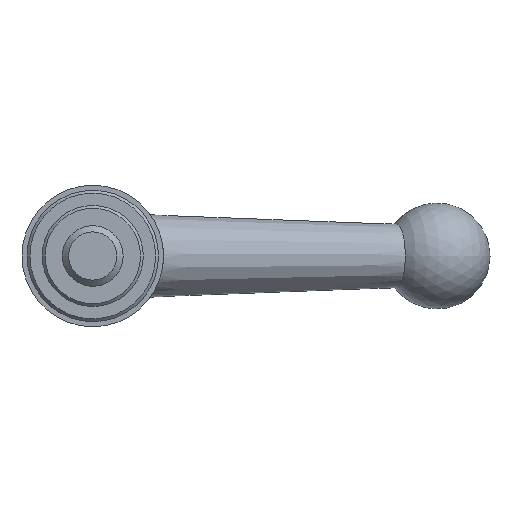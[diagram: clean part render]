
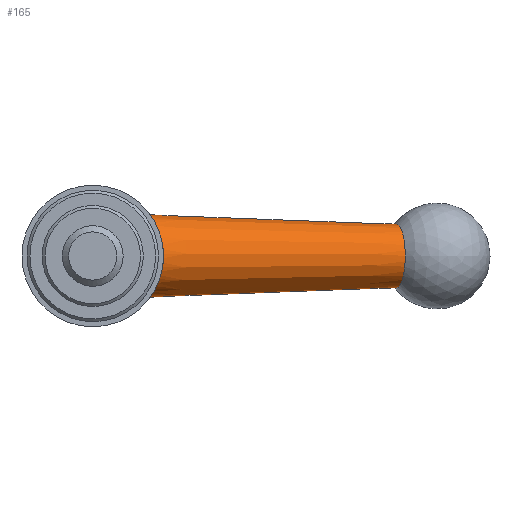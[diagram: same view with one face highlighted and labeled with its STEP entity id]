
A CAD part, front view. The second image highlights one B-rep face of the part: STEP entity #165.
In plain terms, the highlighted conical face has half-angle 2.104 degrees and reference radius 4.3 mm.
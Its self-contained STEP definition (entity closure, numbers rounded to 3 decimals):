
#165 = ADVANCED_FACE( '', ( #349, #350 ), #351, .T. );
#349 = FACE_BOUND( '', #571, .T. );
#350 = FACE_OUTER_BOUND( '', #572, .T. );
#351 = CONICAL_SURFACE( '', #573, 4.3, 0.037 );
#571 = EDGE_LOOP( '', ( #991 ) );
#572 = EDGE_LOOP( '', ( #992, #993 ) );
#573 = AXIS2_PLACEMENT_3D( '', #994, #995, #996 );
#991 = ORIENTED_EDGE( '', *, *, #1189, .F. );
#992 = ORIENTED_EDGE( '', *, *, #1199, .F. );
#993 = ORIENTED_EDGE( '', *, *, #1235, .T. );
#994 = CARTESIAN_POINT( '', ( 0., 17.4, 0. ) );
#995 = DIRECTION( '', ( -0.959, -0.284, 0. ) );
#996 = DIRECTION( '', ( 0.284, -0.959, 0. ) );
#1189 = EDGE_CURVE( '', #1440, #1440, #1441, .T. );
#1199 = EDGE_CURVE( '', #1454, #1456, #1457, .T. );
#1235 = EDGE_CURVE( '', #1454, #1456, #1505, .T. );
#1440 = VERTEX_POINT( '', #1754 );
#1441 = CIRCLE( '', #1755, 3.15 );
#1454 = VERTEX_POINT( '', #1772 );
#1456 = VERTEX_POINT( '', #1774 );
#1457 = B_SPLINE_CURVE_WITH_KNOTS( '', 3, ( #1775, #1776, #1777, #1778, #1779, #1780, #1781, #1782, #1783, #1784, #1785, #1786, #1787, #1788, #1789, #1790, #1791, #1792, #1793, #1794, #1795, #1796, #1797, #1798, #1799, #1800, #1801, #1802, #1803, #1804, #1805, #1806, #1807, #1808, #1809, #1810, #1811, #1812, #1813, #1814, #1815, #1816, #1817, #1818, #1819, #1820, #1821, #1822, #1823, #1824, #1825, #1826, #1827, #1828, #1829, #1830, #1831, #1832, #1833, #1834 ), .UNSPECIFIED., .F., .F., ( 4, 2, 2, 2, 2, 2, 2, 2, 2, 2, 2, 2, 2, 2, 2, 2, 2, 2, 2, 2, 2, 2, 2, 2, 2, 2, 2, 2, 2, 4 ), ( 0., 0.001, 0.003, 0.004, 0.004, 0.006, 0.006, 0.007, 0.008, 0.008, 0.009, 0.01, 0.011, 0.011, 0.012, 0.013, 0.013, 0.014, 0.015, 0.015, 0.016, 0.017, 0.018, 0.018, 0.019, 0.02, 0.02, 0.021, 0.022, 0.023 ), .UNSPECIFIED. );
#1505 = B_SPLINE_CURVE_WITH_KNOTS( '', 3, ( #1961, #1962, #1963, #1964, #1965, #1966, #1967, #1968, #1969, #1970 ), .UNSPECIFIED., .F., .F., ( 4, 2, 2, 2, 4 ), ( 0., 0.001, 0.002, 0.003, 0.003 ), .UNSPECIFIED. );
#1754 = CARTESIAN_POINT( '', ( 29.116, 29.31, 0. ) );
#1755 = AXIS2_PLACEMENT_3D( '', #2179, #2180, #2181 );
#1772 = CARTESIAN_POINT( '', ( 4.727, 22.7, -1.628 ) );
#1774 = CARTESIAN_POINT( '', ( 4.727, 22.7, 1.628 ) );
#1775 = CARTESIAN_POINT( '', ( 4.727, 22.7, -1.628 ) );
#1776 = CARTESIAN_POINT( '', ( 4.693, 22.498, -2.058 ) );
#1777 = CARTESIAN_POINT( '', ( 4.653, 22.229, -2.441 ) );
#1778 = CARTESIAN_POINT( '', ( 4.604, 21.567, -3.123 ) );
#1779 = CARTESIAN_POINT( '', ( 4.596, 21.191, -3.405 ) );
#1780 = CARTESIAN_POINT( '', ( 4.641, 20.561, -3.736 ) );
#1781 = CARTESIAN_POINT( '', ( 4.666, 20.344, -3.829 ) );
#1782 = CARTESIAN_POINT( '', ( 4.736, 19.905, -3.976 ) );
#1783 = CARTESIAN_POINT( '', ( 4.782, 19.681, -4.03 ) );
#1784 = CARTESIAN_POINT( '', ( 4.955, 18.997, -4.134 ) );
#1785 = CARTESIAN_POINT( '', ( 5.112, 18.548, -4.12 ) );
#1786 = CARTESIAN_POINT( '', ( 5.387, 17.906, -3.977 ) );
#1787 = CARTESIAN_POINT( '', ( 5.483, 17.701, -3.91 ) );
#1788 = CARTESIAN_POINT( '', ( 5.681, 17.309, -3.739 ) );
#1789 = CARTESIAN_POINT( '', ( 5.783, 17.119, -3.634 ) );
#1790 = CARTESIAN_POINT( '', ( 5.982, 16.765, -3.392 ) );
#1791 = CARTESIAN_POINT( '', ( 6.08, 16.601, -3.256 ) );
#1792 = CARTESIAN_POINT( '', ( 6.269, 16.293, -2.952 ) );
#1793 = CARTESIAN_POINT( '', ( 6.36, 16.15, -2.783 ) );
#1794 = CARTESIAN_POINT( '', ( 6.527, 15.894, -2.423 ) );
#1795 = CARTESIAN_POINT( '', ( 6.604, 15.781, -2.232 ) );
#1796 = CARTESIAN_POINT( '', ( 6.739, 15.582, -1.827 ) );
#1797 = CARTESIAN_POINT( '', ( 6.799, 15.496, -1.611 ) );
#1798 = CARTESIAN_POINT( '', ( 6.894, 15.36, -1.17 ) );
#1799 = CARTESIAN_POINT( '', ( 6.931, 15.309, -0.944 ) );
#1800 = CARTESIAN_POINT( '', ( 6.981, 15.239, -0.481 ) );
#1801 = CARTESIAN_POINT( '', ( 6.994, 15.221, -0.242 ) );
#1802 = CARTESIAN_POINT( '', ( 6.995, 15.22, 0.23 ) );
#1803 = CARTESIAN_POINT( '', ( 6.982, 15.237, 0.464 ) );
#1804 = CARTESIAN_POINT( '', ( 6.933, 15.305, 0.928 ) );
#1805 = CARTESIAN_POINT( '', ( 6.896, 15.358, 1.16 ) );
#1806 = CARTESIAN_POINT( '', ( 6.801, 15.493, 1.601 ) );
#1807 = CARTESIAN_POINT( '', ( 6.743, 15.576, 1.814 ) );
#1808 = CARTESIAN_POINT( '', ( 6.608, 15.774, 2.221 ) );
#1809 = CARTESIAN_POINT( '', ( 6.53, 15.89, 2.416 ) );
#1810 = CARTESIAN_POINT( '', ( 6.364, 16.144, 2.776 ) );
#1811 = CARTESIAN_POINT( '', ( 6.274, 16.285, 2.942 ) );
#1812 = CARTESIAN_POINT( '', ( 6.085, 16.593, 3.249 ) );
#1813 = CARTESIAN_POINT( '', ( 5.986, 16.76, 3.387 ) );
#1814 = CARTESIAN_POINT( '', ( 5.787, 17.111, 3.629 ) );
#1815 = CARTESIAN_POINT( '', ( 5.687, 17.296, 3.732 ) );
#1816 = CARTESIAN_POINT( '', ( 5.489, 17.69, 3.906 ) );
#1817 = CARTESIAN_POINT( '', ( 5.391, 17.897, 3.974 ) );
#1818 = CARTESIAN_POINT( '', ( 5.21, 18.32, 4.07 ) );
#1819 = CARTESIAN_POINT( '', ( 5.125, 18.537, 4.098 ) );
#1820 = CARTESIAN_POINT( '', ( 4.97, 18.984, 4.114 ) );
#1821 = CARTESIAN_POINT( '', ( 4.901, 19.213, 4.101 ) );
#1822 = CARTESIAN_POINT( '', ( 4.786, 19.664, 4.034 ) );
#1823 = CARTESIAN_POINT( '', ( 4.739, 19.888, 3.98 ) );
#1824 = CARTESIAN_POINT( '', ( 4.667, 20.335, 3.833 ) );
#1825 = CARTESIAN_POINT( '', ( 4.642, 20.552, 3.74 ) );
#1826 = CARTESIAN_POINT( '', ( 4.611, 20.969, 3.522 ) );
#1827 = CARTESIAN_POINT( '', ( 4.605, 21.17, 3.395 ) );
#1828 = CARTESIAN_POINT( '', ( 4.608, 21.551, 3.111 ) );
#1829 = CARTESIAN_POINT( '', ( 4.616, 21.728, 2.956 ) );
#1830 = CARTESIAN_POINT( '', ( 4.64, 22.057, 2.619 ) );
#1831 = CARTESIAN_POINT( '', ( 4.656, 22.209, 2.436 ) );
#1832 = CARTESIAN_POINT( '', ( 4.692, 22.48, 2.048 ) );
#1833 = CARTESIAN_POINT( '', ( 4.71, 22.599, 1.843 ) );
#1834 = CARTESIAN_POINT( '', ( 4.727, 22.7, 1.628 ) );
#1961 = CARTESIAN_POINT( '', ( 4.727, 22.7, -1.628 ) );
#1962 = CARTESIAN_POINT( '', ( 4.73, 22.816, -1.371 ) );
#1963 = CARTESIAN_POINT( '', ( 4.738, 22.905, -1.107 ) );
#1964 = CARTESIAN_POINT( '', ( 4.751, 23.025, -0.563 ) );
#1965 = CARTESIAN_POINT( '', ( 4.756, 23.057, -0.28 ) );
#1966 = CARTESIAN_POINT( '', ( 4.756, 23.057, 0.278 ) );
#1967 = CARTESIAN_POINT( '', ( 4.751, 23.027, 0.555 ) );
#1968 = CARTESIAN_POINT( '', ( 4.738, 22.906, 1.102 ) );
#1969 = CARTESIAN_POINT( '', ( 4.73, 22.816, 1.371 ) );
#1970 = CARTESIAN_POINT( '', ( 4.727, 22.7, 1.628 ) );
#2179 = CARTESIAN_POINT( '', ( 30.011, 26.29, 0. ) );
#2180 = DIRECTION( '', ( 0.959, 0.284, 0. ) );
#2181 = DIRECTION( '', ( -0.284, 0.959, 0. ) );
